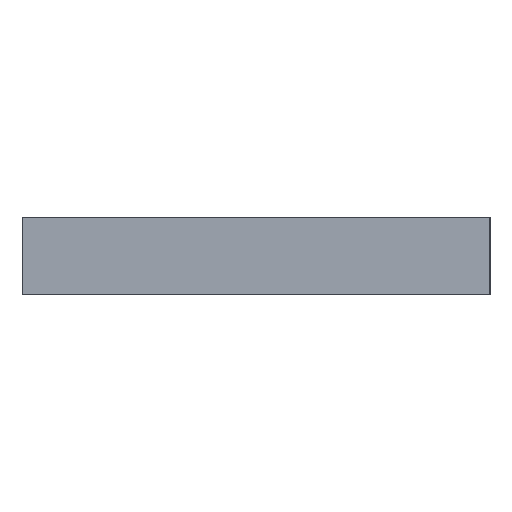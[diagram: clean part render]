
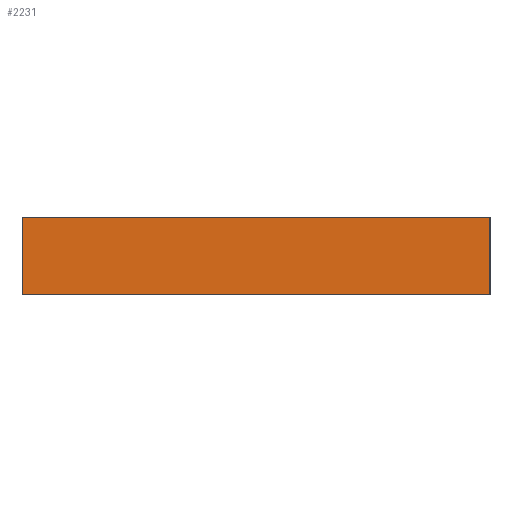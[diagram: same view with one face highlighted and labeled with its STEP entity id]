
A CAD part, front view. The second image highlights one B-rep face of the part: STEP entity #2231.
In plain terms, the highlighted planar face has unit normal (0, -1, 0).
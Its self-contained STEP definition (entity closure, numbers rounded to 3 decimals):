
#155=FACE_OUTER_BOUND('',#283,.T.);
#283=EDGE_LOOP('',(#1917,#1918,#1919,#1920));
#448=LINE('',#3190,#745);
#588=LINE('',#3452,#885);
#589=LINE('',#3454,#886);
#590=LINE('',#3455,#887);
#745=VECTOR('',#2592,10.);
#885=VECTOR('',#2824,10.);
#886=VECTOR('',#2825,10.);
#887=VECTOR('',#2826,10.);
#1031=VERTEX_POINT('',#3186);
#1033=VERTEX_POINT('',#3189);
#1109=VERTEX_POINT('',#3451);
#1110=VERTEX_POINT('',#3453);
#1264=EDGE_CURVE('',#1031,#1033,#448,.T.);
#1404=EDGE_CURVE('',#1109,#1031,#588,.T.);
#1405=EDGE_CURVE('',#1109,#1110,#589,.T.);
#1406=EDGE_CURVE('',#1033,#1110,#590,.T.);
#1917=ORIENTED_EDGE('',*,*,#1404,.F.);
#1918=ORIENTED_EDGE('',*,*,#1405,.T.);
#1919=ORIENTED_EDGE('',*,*,#1406,.F.);
#1920=ORIENTED_EDGE('',*,*,#1264,.F.);
#2128=PLANE('',#2348);
#2231=ADVANCED_FACE('',(#155),#2128,.T.);
#2348=AXIS2_PLACEMENT_3D('',#3450,#2822,#2823);
#2592=DIRECTION('',(0.,0.,1.));
#2822=DIRECTION('center_axis',(0.,-1.,0.));
#2823=DIRECTION('ref_axis',(1.,0.,0.));
#2824=DIRECTION('',(-1.,0.,0.));
#2825=DIRECTION('',(0.,0.,1.));
#2826=DIRECTION('',(1.,0.,0.));
#3186=CARTESIAN_POINT('',(-85.,-52.5,0.));
#3189=CARTESIAN_POINT('',(-85.,-52.5,28.));
#3190=CARTESIAN_POINT('',(-85.,-52.5,0.));
#3450=CARTESIAN_POINT('Origin',(-85.,-52.5,0.));
#3451=CARTESIAN_POINT('',(85.,-52.5,0.));
#3452=CARTESIAN_POINT('',(85.,-52.5,0.));
#3453=CARTESIAN_POINT('',(85.,-52.5,28.));
#3454=CARTESIAN_POINT('',(85.,-52.5,0.));
#3455=CARTESIAN_POINT('',(85.,-52.5,28.));
